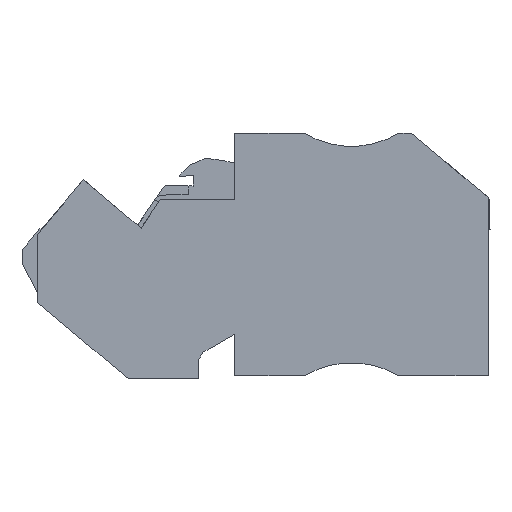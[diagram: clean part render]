
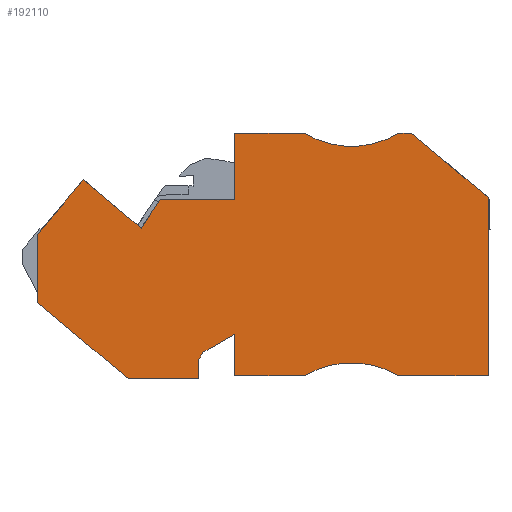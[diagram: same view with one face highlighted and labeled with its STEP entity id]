
A CAD part, left-side view. The second image highlights one B-rep face of the part: STEP entity #192110.
In plain terms, the highlighted face is planar.
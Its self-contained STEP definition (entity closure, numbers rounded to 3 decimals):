
#2500=CARTESIAN_POINT('',(456.412,690.234,
65.62));
#2510=VERTEX_POINT('',#2500);
#2540=CARTESIAN_POINT('',(456.354,690.32,
65.62));
#2550=DIRECTION('',(0.559,-0.829,
0.));
#2560=VECTOR('',#2550,1.);
#2570=LINE('',#2540,#2560);
#2580=CARTESIAN_POINT('',(458.498,687.141,
65.62));
#2590=VERTEX_POINT('',#2580);
#2600=EDGE_CURVE('',#2510,#2590,#2570,.T.);
#7330=CARTESIAN_POINT('',(469.853,678.981,
65.62));
#7340=VERTEX_POINT('',#7330);
#7390=CARTESIAN_POINT('',(444.824,657.979,
65.62));
#7400=DIRECTION('',(-0.766,-0.643,
0.));
#7410=VECTOR('',#7400,1.);
#7420=LINE('',#7390,#7410);
#7430=CARTESIAN_POINT('',(459.906,670.634,
65.62));
#7440=VERTEX_POINT('',#7430);
#7450=EDGE_CURVE('',#7340,#7440,#7420,.T.);
#12940=CARTESIAN_POINT('',(430.261,670.934,
65.62));
#12950=VERTEX_POINT('',#12940);
#12980=CARTESIAN_POINT('',(437.769,670.934,
65.62));
#12990=DIRECTION('',(1.,0.,0.));
#13000=VECTOR('',#12990,1.);
#13010=LINE('',#12980,#13000);
#13020=CARTESIAN_POINT('',(420.453,670.934,
65.62));
#13030=VERTEX_POINT('',#13020);
#13040=EDGE_CURVE('',#13030,#12950,#13010,.T.);
#14300=CARTESIAN_POINT('',(405.269,697.534,
65.62));
#14310=DIRECTION('',(-1.,0.,0.));
#14320=VECTOR('',#14310,1.);
#14330=LINE('',#14300,#14320);
#14340=CARTESIAN_POINT('',(430.261,697.534,
65.62));
#14350=VERTEX_POINT('',#14340);
#14360=CARTESIAN_POINT('',(428.853,697.534,
65.62));
#14370=VERTEX_POINT('',#14360);
#14380=EDGE_CURVE('',#14350,#14370,#14330,.T.);
#23260=CARTESIAN_POINT('',(435.426,706.097,
65.62));
#23270=DIRECTION('',(0.,0.,1.));
#23280=DIRECTION('',(-0.707,0.707,
0.));
#23290=AXIS2_PLACEMENT_3D('',#23260,#23270,#23280);
#23300=CIRCLE('',#23290,10.);
#23310=CARTESIAN_POINT('',(440.591,697.534,
65.62));
#23320=VERTEX_POINT('',#23310);
#23330=EDGE_CURVE('',#14350,#23320,#23300,.T.);
#33930=CARTESIAN_POINT('',(435.206,667.597,
65.62));
#33940=DIRECTION('',(0.766,0.643,
0.));
#33950=VECTOR('',#33940,1.);
#33960=LINE('',#33930,#33950);
#33970=CARTESIAN_POINT('',(464.82,692.446,
65.62));
#33980=VERTEX_POINT('',#33970);
#33990=EDGE_CURVE('',#2590,#33980,#33960,.T.);
#45170=CARTESIAN_POINT('',(405.269,697.534,
65.62));
#45180=DIRECTION('',(1.,0.,0.));
#45190=VECTOR('',#45180,1.);
#45200=LINE('',#45170,#45190);
#45210=CARTESIAN_POINT('',(448.253,697.534,
65.62));
#45220=VERTEX_POINT('',#45210);
#45230=EDGE_CURVE('',#23320,#45220,#45200,.T.);
#108570=CARTESIAN_POINT('',(469.853,686.448,
65.62));
#108580=VERTEX_POINT('',#108570);
#108760=CARTESIAN_POINT('',(461.928,695.893,
65.62));
#108770=DIRECTION('',(-0.643,0.766,
0.));
#108780=VECTOR('',#108770,1.);
#108790=LINE('',#108760,#108780);
#108800=EDGE_CURVE('',#108580,#33980,#108790,.T.);
#115790=CARTESIAN_POINT('',(469.853,703.819,
65.62));
#115800=DIRECTION('',(0.,1.,0.));
#115810=VECTOR('',#115800,1.);
#115820=LINE('',#115790,#115810);
#115830=EDGE_CURVE('',#7340,#108580,#115820,.T.);
#129790=CARTESIAN_POINT('',(420.453,686.45,
65.62));
#129800=DIRECTION('',(0.,-1.,0.));
#129810=VECTOR('',#129800,1.);
#129820=LINE('',#129790,#129810);
#129830=CARTESIAN_POINT('',(420.453,690.486,
65.62));
#129840=VERTEX_POINT('',#129830);
#129850=EDGE_CURVE('',#129840,#13030,#129820,.T.);
#146310=CARTESIAN_POINT('',(452.153,686.119,
65.62));
#146320=DIRECTION('',(0.,-1.,0.));
#146330=VECTOR('',#146320,1.);
#146340=LINE('',#146310,#146330);
#146350=CARTESIAN_POINT('',(452.153,672.756,
65.62));
#146360=VERTEX_POINT('',#146350);
#146370=CARTESIAN_POINT('',(452.153,670.634,
65.62));
#146380=VERTEX_POINT('',#146370);
#146390=EDGE_CURVE('',#146360,#146380,#146340,.T.);
#147340=CARTESIAN_POINT('',(448.253,675.508,
65.62));
#147350=VERTEX_POINT('',#147340);
#147400=CARTESIAN_POINT('',(448.253,682.219,
65.62));
#147410=DIRECTION('',(0.,1.,0.));
#147420=VECTOR('',#147410,1.);
#147430=LINE('',#147400,#147420);
#147440=CARTESIAN_POINT('',(448.253,670.934,
65.62));
#147450=VERTEX_POINT('',#147440);
#147460=EDGE_CURVE('',#147450,#147350,#147430,.T.);
#152700=CARTESIAN_POINT('',(416.029,686.774,
65.62));
#152710=DIRECTION('',(-0.766,-0.643,
0.));
#152720=VECTOR('',#152710,1.);
#152730=LINE('',#152700,#152720);
#152740=EDGE_CURVE('',#14370,#129840,#152730,.T.);
#191460=CARTESIAN_POINT('',(434.419,672.484,
65.62));
#191470=DIRECTION('',(0.,0.,1.));
#191480=DIRECTION('',(0.707,-0.707,
0.));
#191490=AXIS2_PLACEMENT_3D('',#191460,#191470,#191480);
#191500=PLANE('',#191490);
#191510=ORIENTED_EDGE('',*,*,#108800,.F.);
#191520=ORIENTED_EDGE('',*,*,#33990,.T.);
#191530=ORIENTED_EDGE('',*,*,#2600,.T.);
#191540=CARTESIAN_POINT('',(412.569,690.234,
65.62));
#191550=DIRECTION('',(1.,0.,0.));
#191560=VECTOR('',#191550,1.);
#191570=LINE('',#191540,#191560);
#191580=CARTESIAN_POINT('',(448.253,690.234,
65.62));
#191590=VERTEX_POINT('',#191580);
#191600=EDGE_CURVE('',#191590,#2510,#191570,.T.);
#191610=ORIENTED_EDGE('',*,*,#191600,.T.);
#191620=EDGE_CURVE('',#191590,#45220,#147430,.T.);
#191630=ORIENTED_EDGE('',*,*,#191620,.F.);
#191640=ORIENTED_EDGE('',*,*,#45230,.T.);
#191650=ORIENTED_EDGE('',*,*,#23330,.T.);
#191660=ORIENTED_EDGE('',*,*,#14380,.F.);
#191670=ORIENTED_EDGE('',*,*,#152740,.F.);
#191680=ORIENTED_EDGE('',*,*,#129850,.F.);
#191690=ORIENTED_EDGE('',*,*,#13040,.F.);
#191700=CARTESIAN_POINT('',(435.426,662.371,
65.62));
#191710=DIRECTION('',(0.,0.,1.));
#191720=DIRECTION('',(-0.707,0.707,
0.));
#191730=AXIS2_PLACEMENT_3D('',#191700,#191710,#191720);
#191740=CIRCLE('',#191730,10.);
#191750=CARTESIAN_POINT('',(440.591,670.934,
65.62));
#191760=VERTEX_POINT('',#191750);
#191770=EDGE_CURVE('',#191760,#12950,#191740,.T.);
#191780=ORIENTED_EDGE('',*,*,#191770,.T.);
#191790=CARTESIAN_POINT('',(431.869,670.934,
65.62));
#191800=DIRECTION('',(-1.,0.,0.));
#191810=VECTOR('',#191800,1.);
#191820=LINE('',#191790,#191810);
#191830=EDGE_CURVE('',#147450,#191760,#191820,.T.);
#191840=ORIENTED_EDGE('',*,*,#191830,.T.);
#191850=ORIENTED_EDGE('',*,*,#147460,.F.);
#191860=CARTESIAN_POINT('',(443.999,677.964,
65.62));
#191870=DIRECTION('',(0.866,-0.5,
0.));
#191880=VECTOR('',#191870,1.);
#191890=LINE('',#191860,#191880);
#191900=CARTESIAN_POINT('',(451.72,673.506,
65.62));
#191910=VERTEX_POINT('',#191900);
#191920=EDGE_CURVE('',#147350,#191910,#191890,.T.);
#191930=ORIENTED_EDGE('',*,*,#191920,.F.);
#191940=CARTESIAN_POINT('',(447.262,681.228,
65.62));
#191950=DIRECTION('',(0.5,-0.866,
0.));
#191960=VECTOR('',#191950,1.);
#191970=LINE('',#191940,#191960);
#191980=EDGE_CURVE('',#191910,#146360,#191970,.T.);
#191990=ORIENTED_EDGE('',*,*,#191980,.F.);
#192000=ORIENTED_EDGE('',*,*,#146390,.F.);
#192010=CARTESIAN_POINT('',(432.169,670.634,
65.62));
#192020=DIRECTION('',(1.,0.,0.));
#192030=VECTOR('',#192020,1.);
#192040=LINE('',#192010,#192030);
#192050=EDGE_CURVE('',#146380,#7440,#192040,.T.);
#192060=ORIENTED_EDGE('',*,*,#192050,.F.);
#192070=ORIENTED_EDGE('',*,*,#7450,.T.);
#192080=ORIENTED_EDGE('',*,*,#115830,.F.);
#192090=EDGE_LOOP('',(#192080,#192070,#192060,#192000,#191990,#191930,
#191850,#191840,#191780,#191690,#191680,#191670,#191660,#191650,#191640,
#191630,#191610,#191530,#191520,#191510));
#192100=FACE_OUTER_BOUND('',#192090,.T.);
#192110=ADVANCED_FACE('',(#192100),#191500,.F.);
